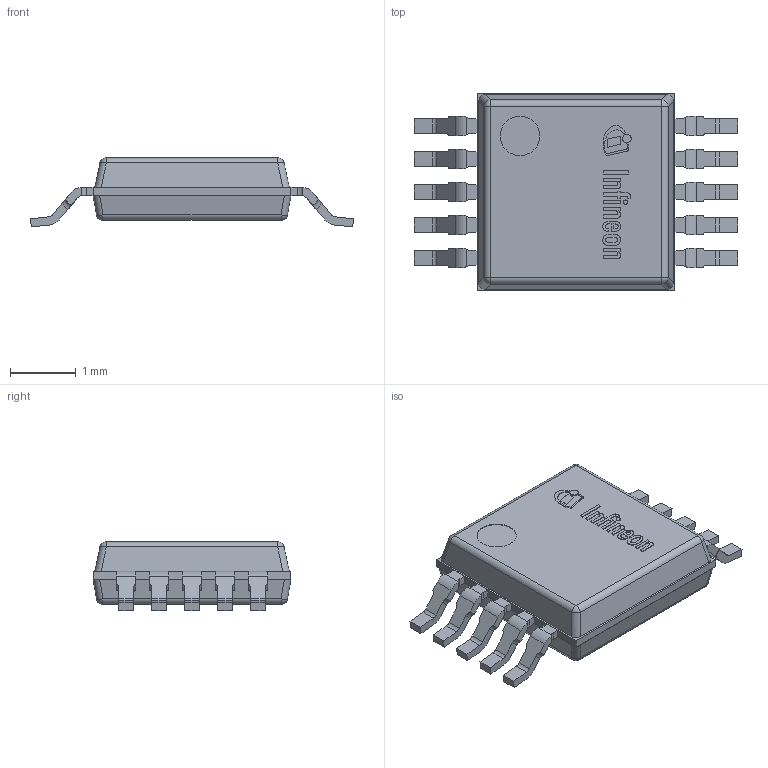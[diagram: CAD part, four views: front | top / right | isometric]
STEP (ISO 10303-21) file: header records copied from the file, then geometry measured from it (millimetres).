
FILE_DESCRIPTION(/* description */ (''),/* implementation_level */ '2;1');
FILE_NAME(/* name */ 'PG-TSSOP-10-3_Z8B00001677_V07_3D.stp',/* time_stamp */ '2024-07-12T11:39:23+05:30',/* author */ ('sivamani'),/* organization */ (''),/* preprocessor_version */ 'ST-DEVELOPER v19.2',/* originating_system */ 'AutoCAD Mechanical',/* authorisation */ '');
FILE_SCHEMA (('AUTOMOTIVE_DESIGN { 1 0 10303 214 3 1 1 }'));
Length unit declared in the file: millimetre
Products named in the file (1): Product
Bounding box: 4.9 x 3 x 1.06 mm (x, y, z)
Volume: 8.3 mm3; surface area: 72.2 mm2
Topology: 26 solids, 26 shells, 380 faces, 957 edges, 630 vertices
Faces by surface type: plane 252, cylinder 102, bspline 18, sphere 8
Full cylindrical faces by diameter (mm): 0.064 x1, 0.132 x1, 0.6 x2
Entity records: 11721 total; most frequent: CARTESIAN_POINT 2558, ORIENTED_EDGE 1914, DIRECTION 1811, EDGE_CURVE 957, LINE 677, VECTOR 677, VERTEX_POINT 630, AXIS2_PLACEMENT_3D 567
